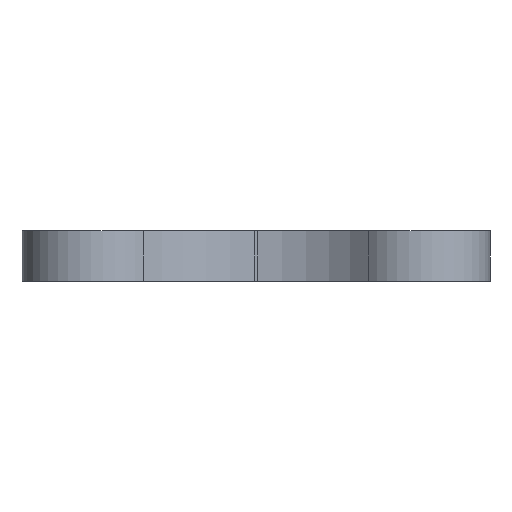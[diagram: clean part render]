
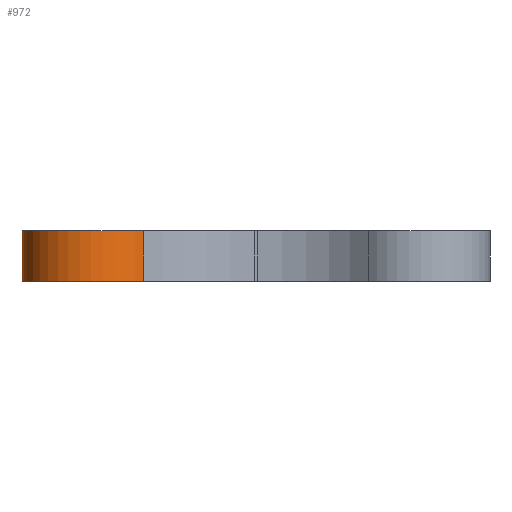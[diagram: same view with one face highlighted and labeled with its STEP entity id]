
A CAD part, front view. The second image highlights one B-rep face of the part: STEP entity #972.
In plain terms, the highlighted cylindrical face has radius 8.881 mm (diameter 17.762 mm), a partial arc.
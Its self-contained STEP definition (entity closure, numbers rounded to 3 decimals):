
#64=FACE_OUTER_BOUND('',#119,.T.);
#119=EDGE_LOOP('',(#693,#694,#695,#696));
#189=LINE('',#1504,#277);
#192=LINE('',#1516,#280);
#277=VECTOR('',#1195,10.);
#280=VECTOR('',#1206,10.);
#361=CIRCLE('',#1053,8.881);
#362=CIRCLE('',#1054,8.881);
#422=VERTEX_POINT('',#1501);
#423=VERTEX_POINT('',#1503);
#425=VERTEX_POINT('',#1509);
#428=VERTEX_POINT('',#1514);
#526=EDGE_CURVE('',#422,#423,#189,.T.);
#532=EDGE_CURVE('',#425,#428,#192,.T.);
#533=EDGE_CURVE('',#425,#422,#361,.T.);
#534=EDGE_CURVE('',#423,#428,#362,.T.);
#693=ORIENTED_EDGE('',*,*,#533,.F.);
#694=ORIENTED_EDGE('',*,*,#532,.T.);
#695=ORIENTED_EDGE('',*,*,#534,.F.);
#696=ORIENTED_EDGE('',*,*,#526,.F.);
#939=CYLINDRICAL_SURFACE('',#1052,8.881);
#972=ADVANCED_FACE('',(#64),#939,.T.);
#1052=AXIS2_PLACEMENT_3D('',#1517,#1207,#1208);
#1053=AXIS2_PLACEMENT_3D('',#1518,#1209,#1210);
#1054=AXIS2_PLACEMENT_3D('',#1519,#1211,#1212);
#1195=DIRECTION('',(0.,0.,1.));
#1206=DIRECTION('',(0.,0.,1.));
#1207=DIRECTION('center_axis',(0.,0.,1.));
#1208=DIRECTION('ref_axis',(0.732,-0.681,0.));
#1209=DIRECTION('center_axis',(0.,0.,
-1.));
#1210=DIRECTION('ref_axis',(0.732,-0.681,0.));
#1211=DIRECTION('center_axis',(0.,0.,
1.));
#1212=DIRECTION('ref_axis',(0.732,-0.681,0.));
#1501=CARTESIAN_POINT('',(77.598,-47.255,3.519));
#1503=CARTESIAN_POINT('',(77.598,-47.255,9.869));
#1504=CARTESIAN_POINT('',(77.598,-47.255,3.519));
#1509=CARTESIAN_POINT('',(91.365,-58.412,3.519));
#1514=CARTESIAN_POINT('',(91.365,-58.412,9.869));
#1516=CARTESIAN_POINT('',(91.365,-58.412,3.519));
#1517=CARTESIAN_POINT('Origin',(84.866,-52.36,3.519));
#1518=CARTESIAN_POINT('Origin',(84.866,-52.36,3.519));
#1519=CARTESIAN_POINT('Origin',(84.866,-52.36,9.869));
